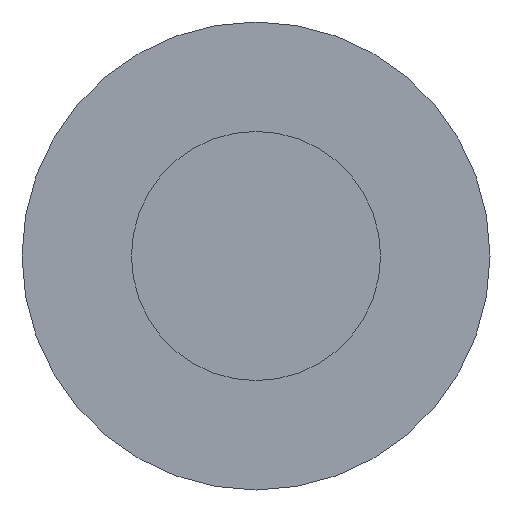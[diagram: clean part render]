
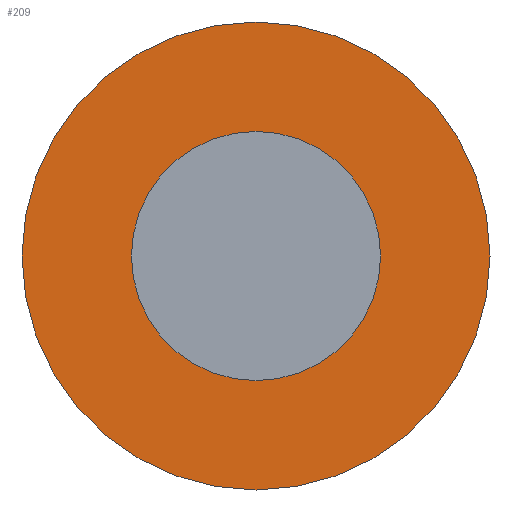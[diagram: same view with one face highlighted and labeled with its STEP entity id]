
A CAD part, front view. The second image highlights one B-rep face of the part: STEP entity #209.
In plain terms, the highlighted planar face has unit normal (0, -1, 0).
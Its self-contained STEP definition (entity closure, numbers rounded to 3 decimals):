
#20=CARTESIAN_POINT('',(0.,-0.78,0.));
#21=DIRECTION('',(0.,-1.,0.));
#22=DIRECTION('',(1.,0.,0.));
#23=AXIS2_PLACEMENT_3D('',#20,#21,#22);
#25=CARTESIAN_POINT('',(0.,-0.78,0.));
#26=DIRECTION('',(0.,1.,0.));
#27=DIRECTION('',(1.,0.,0.));
#28=AXIS2_PLACEMENT_3D('',#25,#26,#27);
#38=CARTESIAN_POINT('',(0.,-0.78,0.));
#39=DIRECTION('',(0.,1.,0.));
#40=DIRECTION('',(1.,0.,0.));
#41=AXIS2_PLACEMENT_3D('',#38,#39,#40);
#43=CARTESIAN_POINT('',(0.,-0.78,0.));
#44=DIRECTION('',(0.,-1.,0.));
#45=DIRECTION('',(1.,0.,0.));
#46=AXIS2_PLACEMENT_3D('',#43,#44,#45);
#123=CARTESIAN_POINT('',(0.825,-0.78,0.));
#125=VERTEX_POINT('',#123);
#126=CARTESIAN_POINT('',(1.55,-0.78,0.));
#128=VERTEX_POINT('',#126);
#139=CARTESIAN_POINT('',(-0.825,-0.78,0.));
#141=VERTEX_POINT('',#139);
#142=CARTESIAN_POINT('',(-1.55,-0.78,0.));
#144=VERTEX_POINT('',#142);
#194=CARTESIAN_POINT('',(0.,-0.78,0.));
#195=DIRECTION('',(0.,-1.,0.));
#196=DIRECTION('',(-1.,0.,0.));
#197=AXIS2_PLACEMENT_3D('',#194,#195,#196);
#198=PLANE('',#197);
#200=ORIENTED_EDGE('',*,*,#199,.T.);
#202=ORIENTED_EDGE('',*,*,#201,.F.);
#203=EDGE_LOOP('',(#200,#202));
#204=FACE_OUTER_BOUND('',#203,.F.);
#205=ORIENTED_EDGE('',*,*,#189,.T.);
#206=ORIENTED_EDGE('',*,*,#173,.F.);
#207=EDGE_LOOP('',(#205,#206));
#208=FACE_BOUND('',#207,.F.);
#209=ADVANCED_FACE('',(#204,#208),#198,.T.);
#24=CIRCLE('',#23,0.825);
#29=CIRCLE('',#28,0.825);
#42=CIRCLE('',#41,1.55);
#47=CIRCLE('',#46,1.55);
#173=EDGE_CURVE('',#125,#141,#29,.T.);
#189=EDGE_CURVE('',#125,#141,#24,.T.);
#199=EDGE_CURVE('',#128,#144,#42,.T.);
#201=EDGE_CURVE('',#128,#144,#47,.T.);
